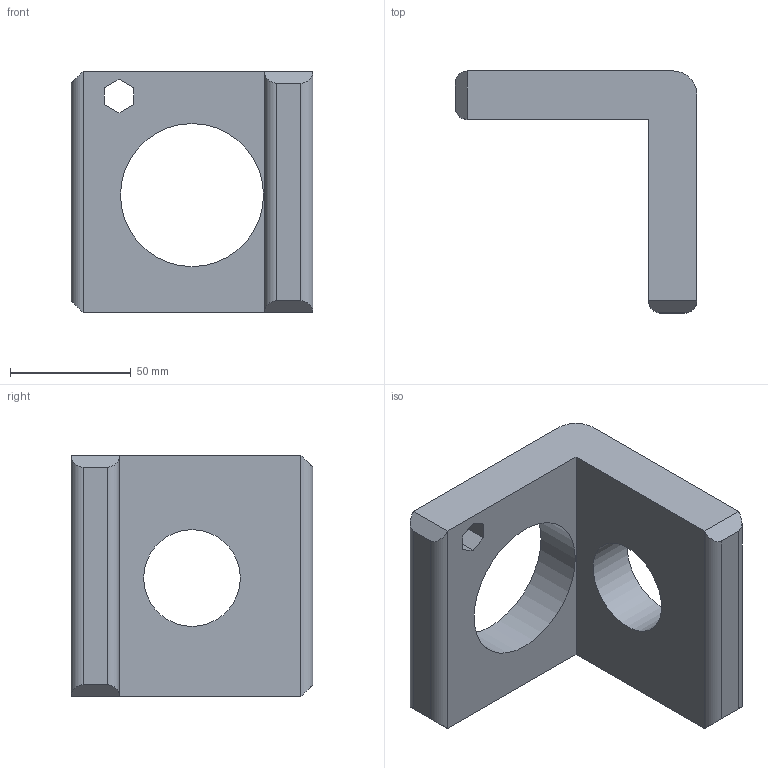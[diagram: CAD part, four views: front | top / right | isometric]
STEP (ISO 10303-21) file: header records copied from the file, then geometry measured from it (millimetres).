
FILE_DESCRIPTION(('FreeCAD Model'),'2;1');
FILE_NAME('A22.step','2018-01-26T16:16:08',( 'Author'),(''),'Open CASCADE STEP processor 7.1','FreeCAD','Unknown' );
FILE_SCHEMA(('AUTOMOTIVE_DESIGN { 1 0 10303 214 1 1 1 1 }'));
Length unit declared in the file: millimetre
Products named in the file (1): Cut002
Bounding box: 100 x 100 x 100 mm (x, y, z)
Volume: 272283.9 mm3; surface area: 44379.2 mm2
Topology: 1 solids, 1 shells, 25 faces, 61 edges, 38 vertices
Faces by surface type: plane 18, cylinder 7
Full cylindrical faces by diameter (mm): 39.983 x1, 59.153 x1
Entity records: 1777 total; most frequent: CARTESIAN_POINT 335, DIRECTION 237, LINE 147, VECTOR 147, ORIENTED_EDGE 122, PCURVE 122, DEFINITIONAL_REPRESENTATION 122, EDGE_CURVE 61
